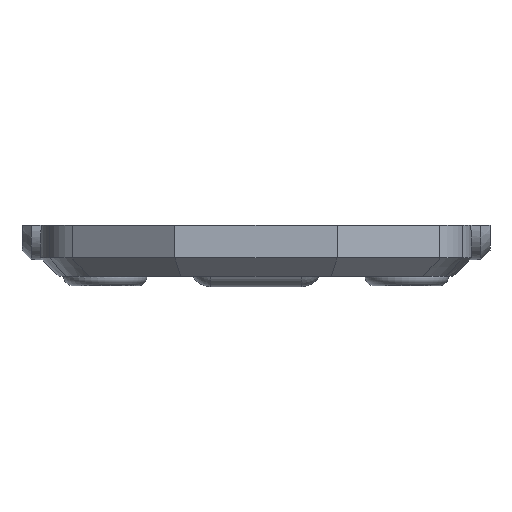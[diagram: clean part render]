
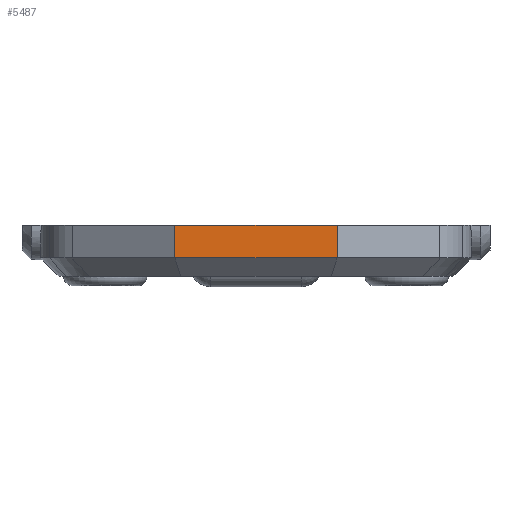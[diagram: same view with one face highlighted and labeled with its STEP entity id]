
A CAD part, front view. The second image highlights one B-rep face of the part: STEP entity #5487.
In plain terms, the highlighted planar face has unit normal (0, -1, 0).
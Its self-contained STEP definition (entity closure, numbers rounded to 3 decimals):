
#781 = PLANE('',#782);
#782 = AXIS2_PLACEMENT_3D('',#783,#784,#785);
#783 = CARTESIAN_POINT('',(9.9,-6.725,-1.25));
#784 = DIRECTION('',(0.,-0.707,-0.707));
#785 = DIRECTION('',(-1.,-0.,-0.));
#1863 = VERTEX_POINT('',#1864);
#1864 = CARTESIAN_POINT('',(23.9,-7.525,-0.45));
#1901 = PLANE('',#1902);
#1902 = AXIS2_PLACEMENT_3D('',#1903,#1904,#1905);
#1903 = CARTESIAN_POINT('',(23.9,-7.525,-2.05));
#1904 = DIRECTION('',(-0.572,0.82,0.));
#1905 = DIRECTION('',(0.82,0.572,0.));
#1944 = VERTEX_POINT('',#1945);
#1945 = CARTESIAN_POINT('',(9.9,-7.525,-0.45));
#1966 = EDGE_CURVE('',#1944,#1863,#1967,.T.);
#1967 = SURFACE_CURVE('',#1968,(#1972,#1979),.PCURVE_S1.);
#1968 = LINE('',#1969,#1970);
#1969 = CARTESIAN_POINT('',(9.9,-7.525,-0.45));
#1970 = VECTOR('',#1971,1.);
#1971 = DIRECTION('',(1.,0.,0.));
#1972 = PCURVE('',#781,#1973);
#1973 = DEFINITIONAL_REPRESENTATION('',(#1974),#1978);
#1974 = LINE('',#1975,#1976);
#1975 = CARTESIAN_POINT('',(-0.,-1.131));
#1976 = VECTOR('',#1977,1.);
#1977 = DIRECTION('',(-1.,0.));
#1978 = ( GEOMETRIC_REPRESENTATION_CONTEXT(2) 
PARAMETRIC_REPRESENTATION_CONTEXT() REPRESENTATION_CONTEXT('2D SPACE',''
  ) );
#1979 = PCURVE('',#1980,#1985);
#1980 = PLANE('',#1981);
#1981 = AXIS2_PLACEMENT_3D('',#1982,#1983,#1984);
#1982 = CARTESIAN_POINT('',(16.9,-7.525,-2.05));
#1983 = DIRECTION('',(0.,1.,0.));
#1984 = DIRECTION('',(1.,0.,0.));
#1985 = DEFINITIONAL_REPRESENTATION('',(#1986),#1990);
#1986 = LINE('',#1987,#1988);
#1987 = CARTESIAN_POINT('',(-7.,-1.6));
#1988 = VECTOR('',#1989,1.);
#1989 = DIRECTION('',(1.,0.));
#1990 = ( GEOMETRIC_REPRESENTATION_CONTEXT(2) 
PARAMETRIC_REPRESENTATION_CONTEXT() REPRESENTATION_CONTEXT('2D SPACE',''
  ) );
#2267 = PLANE('',#2268);
#2268 = AXIS2_PLACEMENT_3D('',#2269,#2270,#2271);
#2269 = CARTESIAN_POINT('',(9.9,-7.525,-2.05));
#2270 = DIRECTION('',(-0.572,-0.82,0.));
#2271 = DIRECTION('',(-0.82,0.572,0.));
#5418 = EDGE_CURVE('',#1863,#5419,#5421,.T.);
#5419 = VERTEX_POINT('',#5420);
#5420 = CARTESIAN_POINT('',(23.9,-7.525,2.385));
#5421 = SURFACE_CURVE('',#5422,(#5426,#5433),.PCURVE_S1.);
#5422 = LINE('',#5423,#5424);
#5423 = CARTESIAN_POINT('',(23.9,-7.525,-2.05));
#5424 = VECTOR('',#5425,1.);
#5425 = DIRECTION('',(0.,0.,1.));
#5426 = PCURVE('',#1901,#5427);
#5427 = DEFINITIONAL_REPRESENTATION('',(#5428),#5432);
#5428 = LINE('',#5429,#5430);
#5429 = CARTESIAN_POINT('',(0.,0.));
#5430 = VECTOR('',#5431,1.);
#5431 = DIRECTION('',(0.,-1.));
#5432 = ( GEOMETRIC_REPRESENTATION_CONTEXT(2) 
PARAMETRIC_REPRESENTATION_CONTEXT() REPRESENTATION_CONTEXT('2D SPACE',''
  ) );
#5433 = PCURVE('',#1980,#5434);
#5434 = DEFINITIONAL_REPRESENTATION('',(#5435),#5439);
#5435 = LINE('',#5436,#5437);
#5436 = CARTESIAN_POINT('',(7.,0.));
#5437 = VECTOR('',#5438,1.);
#5438 = DIRECTION('',(0.,-1.));
#5439 = ( GEOMETRIC_REPRESENTATION_CONTEXT(2) 
PARAMETRIC_REPRESENTATION_CONTEXT() REPRESENTATION_CONTEXT('2D SPACE',''
  ) );
#5457 = PLANE('',#5458);
#5458 = AXIS2_PLACEMENT_3D('',#5459,#5460,#5461);
#5459 = CARTESIAN_POINT('',(-2.1,9.78,2.385));
#5460 = DIRECTION('',(0.,0.,-1.));
#5461 = DIRECTION('',(1.,0.,0.));
#5487 = ADVANCED_FACE('',(#5488),#1980,.F.);
#5488 = FACE_BOUND('',#5489,.F.);
#5489 = EDGE_LOOP('',(#5490,#5491,#5492,#5515));
#5490 = ORIENTED_EDGE('',*,*,#5418,.F.);
#5491 = ORIENTED_EDGE('',*,*,#1966,.F.);
#5492 = ORIENTED_EDGE('',*,*,#5493,.T.);
#5493 = EDGE_CURVE('',#1944,#5494,#5496,.T.);
#5494 = VERTEX_POINT('',#5495);
#5495 = CARTESIAN_POINT('',(9.9,-7.525,2.385));
#5496 = SURFACE_CURVE('',#5497,(#5501,#5508),.PCURVE_S1.);
#5497 = LINE('',#5498,#5499);
#5498 = CARTESIAN_POINT('',(9.9,-7.525,-2.05));
#5499 = VECTOR('',#5500,1.);
#5500 = DIRECTION('',(0.,0.,1.));
#5501 = PCURVE('',#1980,#5502);
#5502 = DEFINITIONAL_REPRESENTATION('',(#5503),#5507);
#5503 = LINE('',#5504,#5505);
#5504 = CARTESIAN_POINT('',(-7.,0.));
#5505 = VECTOR('',#5506,1.);
#5506 = DIRECTION('',(0.,-1.));
#5507 = ( GEOMETRIC_REPRESENTATION_CONTEXT(2) 
PARAMETRIC_REPRESENTATION_CONTEXT() REPRESENTATION_CONTEXT('2D SPACE',''
  ) );
#5508 = PCURVE('',#2267,#5509);
#5509 = DEFINITIONAL_REPRESENTATION('',(#5510),#5514);
#5510 = LINE('',#5511,#5512);
#5511 = CARTESIAN_POINT('',(0.,0.));
#5512 = VECTOR('',#5513,1.);
#5513 = DIRECTION('',(0.,-1.));
#5514 = ( GEOMETRIC_REPRESENTATION_CONTEXT(2) 
PARAMETRIC_REPRESENTATION_CONTEXT() REPRESENTATION_CONTEXT('2D SPACE',''
  ) );
#5515 = ORIENTED_EDGE('',*,*,#5516,.F.);
#5516 = EDGE_CURVE('',#5419,#5494,#5517,.T.);
#5517 = SURFACE_CURVE('',#5518,(#5522,#5529),.PCURVE_S1.);
#5518 = LINE('',#5519,#5520);
#5519 = CARTESIAN_POINT('',(23.9,-7.525,2.385));
#5520 = VECTOR('',#5521,1.);
#5521 = DIRECTION('',(-1.,0.,0.));
#5522 = PCURVE('',#1980,#5523);
#5523 = DEFINITIONAL_REPRESENTATION('',(#5524),#5528);
#5524 = LINE('',#5525,#5526);
#5525 = CARTESIAN_POINT('',(7.,-4.435));
#5526 = VECTOR('',#5527,1.);
#5527 = DIRECTION('',(-1.,0.));
#5528 = ( GEOMETRIC_REPRESENTATION_CONTEXT(2) 
PARAMETRIC_REPRESENTATION_CONTEXT() REPRESENTATION_CONTEXT('2D SPACE',''
  ) );
#5529 = PCURVE('',#5457,#5530);
#5530 = DEFINITIONAL_REPRESENTATION('',(#5531),#5535);
#5531 = LINE('',#5532,#5533);
#5532 = CARTESIAN_POINT('',(26.,17.305));
#5533 = VECTOR('',#5534,1.);
#5534 = DIRECTION('',(-1.,0.));
#5535 = ( GEOMETRIC_REPRESENTATION_CONTEXT(2) 
PARAMETRIC_REPRESENTATION_CONTEXT() REPRESENTATION_CONTEXT('2D SPACE',''
  ) );
